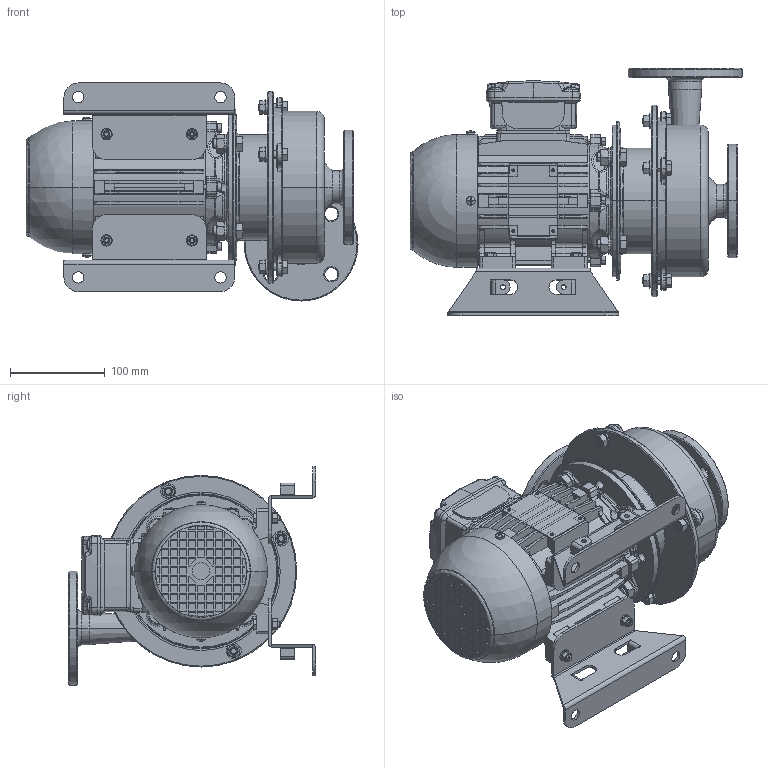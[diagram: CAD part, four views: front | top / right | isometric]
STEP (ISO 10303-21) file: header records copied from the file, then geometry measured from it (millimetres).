
FILE_DESCRIPTION (( 'STEP AP203' ), '1' );
FILE_NAME ('Ýëåêòðîíàñîñíûé àãðåãàò ÕÌ 1,5_20Ê5_0,75_2.STEP', '2016-10-26T20:19:58', ( '' ), ( '' ), 'SwSTEP 2.0', 'SolidWorks 2015', '' );
FILE_SCHEMA (( 'CONFIG_CONTROL_DESIGN' ));
Length unit declared in the file: millimetre
Products named in the file (19): 扻錪犩 1,5_20; ﾘ琺矜 ﾌ8; Áîëò Ì8; Ãàéêà Ì8; Êàñòðþëÿ (2) 1,5_20; 71_TOP; Êàñòðþëÿ (1) 1,5_20; 冓憵 1,5_20 (71); Îòâîä 1,5_20; ﾘ琺矜 ﾌ6; Áîëò Ì6; 婑鳧氀 Dy32; Ãàéêà Ì6; Áîëò Ì10; Ýëåêòðîíàñîñíûé àãðåãàò ÕÌ 1,5_20Ê5_0,75_2; 婜縺蹞 1,5_20; ﾘ琺矜; Ôëàíåö ôîíàðÿ 1,5_20; Ãàéêà
Assembly tree (47 placements, depth 2):
  Ýëåêòðîíàñîñíûé àãðåãàò ÕÌ 1,5_20Ê5_0,75_2
    Áîëò Ì6  x4
    Áîëò Ì10  x4
    ﾘ琺矜  x4
    Ãàéêà  x4
    ﾘ琺矜 ﾌ8  x4
    Ãàéêà Ì8  x4
    71_TOP
    冓憵 1,5_20 (71)  x2
    ﾘ琺矜 ﾌ6  x4
    Ãàéêà Ì6  x4
    婜縺蹞 1,5_20
    Ôëàíåö ôîíàðÿ 1,5_20
    扻錪犩 1,5_20
    Áîëò Ì8  x4
    Êàñòðþëÿ (2) 1,5_20
    Êàñòðþëÿ (1) 1,5_20
    Îòâîä 1,5_20
    婑鳧氀 Dy32  x2
Bounding box: 350 x 261 x 230 mm (x, y, z)
Volume: 4047497.5 mm3; surface area: 650995.1 mm2
Topology: 52 solids, 57 shells, 2839 faces, 6969 edges, 4357 vertices
Faces by surface type: plane 1376, cylinder 619, cone 539, torus 149, bspline 126, sphere 30
Entity records: 75861 total; most frequent: CARTESIAN_POINT 19627, ORIENTED_EDGE 11302, DIRECTION 10954, EDGE_CURVE 5651, AXIS2_PLACEMENT_3D 3857, VERTEX_POINT 3583, LINE 3240, VECTOR 3240
